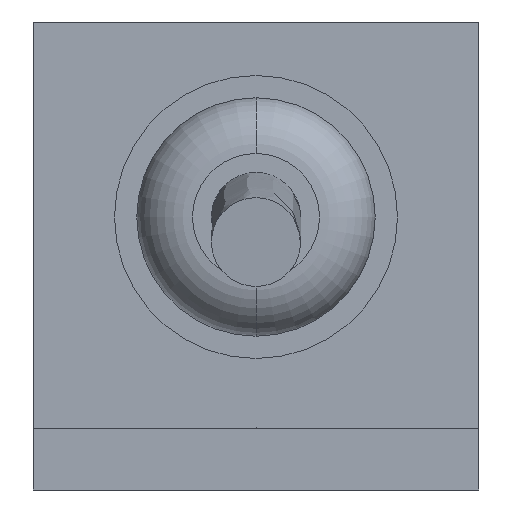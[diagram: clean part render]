
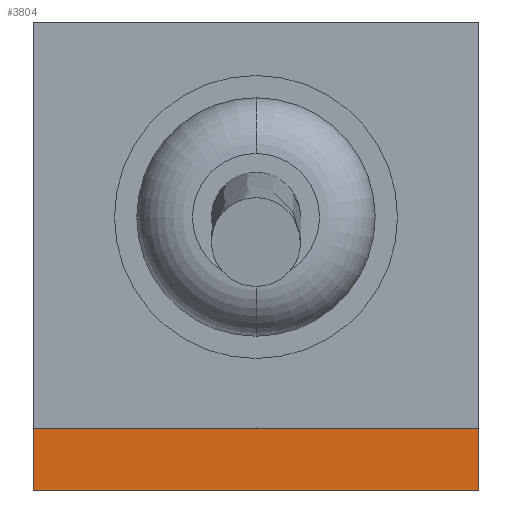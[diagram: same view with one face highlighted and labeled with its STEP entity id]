
A CAD part, front view. The second image highlights one B-rep face of the part: STEP entity #3804.
In plain terms, the highlighted planar face has unit normal (0, -1, 0).
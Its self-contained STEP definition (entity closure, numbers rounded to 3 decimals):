
#3620=CARTESIAN_POINT('',(0.538,-46.543,5.5));
#3621=VERTEX_POINT('',#3620);
#3628=CARTESIAN_POINT('',(40.538,-46.543,5.5));
#3629=VERTEX_POINT('',#3628);
#3630=CARTESIAN_POINT('',(40.538,-46.543,5.5));
#3631=DIRECTION('',(-1.0,0.0,0.0));
#3632=VECTOR('',#3631,40.0);
#3633=LINE('',#3630,#3632);
#3634=EDGE_CURVE('',#3629,#3621,#3633,.T.);
#3755=CARTESIAN_POINT('',(40.538,-46.543,0.0));
#3756=VERTEX_POINT('',#3755);
#3757=CARTESIAN_POINT('',(40.538,-46.543,0.0));
#3758=DIRECTION('',(0.0,0.0,1.0));
#3759=VECTOR('',#3758,5.5);
#3760=LINE('',#3757,#3759);
#3761=EDGE_CURVE('',#3756,#3629,#3760,.T.);
#3781=CARTESIAN_POINT('',(40.538,-46.543,0.0));
#3782=DIRECTION('',(0.0,-1.0,0.0));
#3783=DIRECTION('',(0.0,0.0,-1.0));
#3784=AXIS2_PLACEMENT_3D('',#3781,#3782,#3783);
#3785=PLANE('',#3784);
#3786=ORIENTED_EDGE('',*,*,#3634,.T.);
#3787=CARTESIAN_POINT('',(0.538,-46.543,0.0));
#3788=VERTEX_POINT('',#3787);
#3789=CARTESIAN_POINT('',(0.538,-46.543,0.0));
#3790=DIRECTION('',(0.0,0.0,1.0));
#3791=VECTOR('',#3790,5.5);
#3792=LINE('',#3789,#3791);
#3793=EDGE_CURVE('',#3788,#3621,#3792,.T.);
#3794=ORIENTED_EDGE('',*,*,#3793,.F.);
#3795=CARTESIAN_POINT('',(40.538,-46.543,0.0));
#3796=DIRECTION('',(-1.0,0.0,0.0));
#3797=VECTOR('',#3796,40.0);
#3798=LINE('',#3795,#3797);
#3799=EDGE_CURVE('',#3756,#3788,#3798,.T.);
#3800=ORIENTED_EDGE('',*,*,#3799,.F.);
#3801=ORIENTED_EDGE('',*,*,#3761,.T.);
#3802=EDGE_LOOP('',(#3786,#3794,#3800,#3801));
#3803=FACE_OUTER_BOUND('',#3802,.T.);
#3804=ADVANCED_FACE('',(#3803),#3785,.T.);
